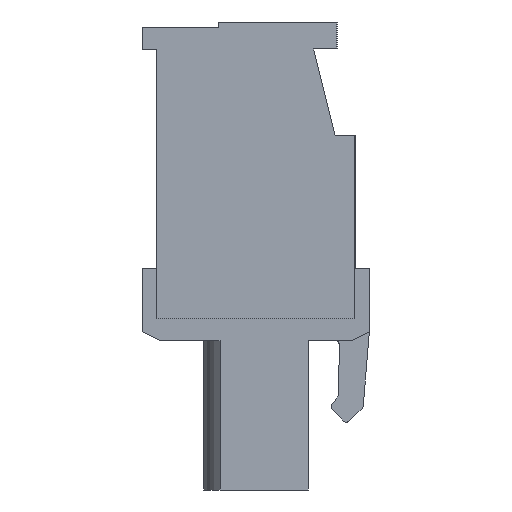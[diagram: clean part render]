
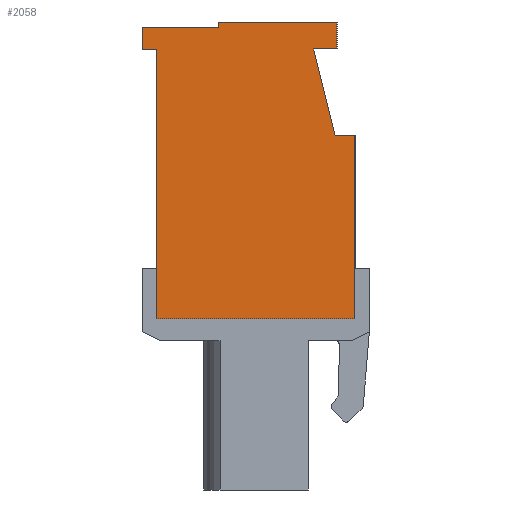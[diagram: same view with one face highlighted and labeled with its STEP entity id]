
A CAD part, left-side view. The second image highlights one B-rep face of the part: STEP entity #2058.
In plain terms, the highlighted planar face has unit normal (-1, 0, 0).
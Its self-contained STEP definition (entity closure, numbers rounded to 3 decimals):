
#2058 = ADVANCED_FACE( '', ( #4341 ), #4342, .T. );
#4341 = FACE_OUTER_BOUND( '', #6937, .T. );
#4342 = PLANE( '', #6938 );
#6937 = EDGE_LOOP( '', ( #12556, #12557, #12558, #12559, #12560, #12561, #12562, #12563, #12564, #12565, #12566, #12567 ) );
#6938 = AXIS2_PLACEMENT_3D( '', #12568, #12569, #12570 );
#12556 = ORIENTED_EDGE( '', *, *, #18293, .T. );
#12557 = ORIENTED_EDGE( '', *, *, #18294, .T. );
#12558 = ORIENTED_EDGE( '', *, *, #17505, .T. );
#12559 = ORIENTED_EDGE( '', *, *, #17315, .T. );
#12560 = ORIENTED_EDGE( '', *, *, #17266, .T. );
#12561 = ORIENTED_EDGE( '', *, *, #18295, .T. );
#12562 = ORIENTED_EDGE( '', *, *, #16065, .T. );
#12563 = ORIENTED_EDGE( '', *, *, #16954, .T. );
#12564 = ORIENTED_EDGE( '', *, *, #18296, .T. );
#12565 = ORIENTED_EDGE( '', *, *, #16769, .T. );
#12566 = ORIENTED_EDGE( '', *, *, #18297, .T. );
#12567 = ORIENTED_EDGE( '', *, *, #17969, .T. );
#12568 = CARTESIAN_POINT( '', ( -17.5, 0., 0. ) );
#12569 = DIRECTION( '', ( -1., 0., 0. ) );
#12570 = DIRECTION( '', ( 0., 0., 1. ) );
#16065 = EDGE_CURVE( '', #19288, #19286, #19289, .T. );
#16769 = EDGE_CURVE( '', #20500, #20501, #20502, .T. );
#16954 = EDGE_CURVE( '', #19286, #20818, #20820, .T. );
#17266 = EDGE_CURVE( '', #21326, #21327, #21328, .T. );
#17315 = EDGE_CURVE( '', #21401, #21326, #21402, .T. );
#17505 = EDGE_CURVE( '', #21677, #21401, #21678, .T. );
#17969 = EDGE_CURVE( '', #22367, #22368, #22369, .T. );
#18293 = EDGE_CURVE( '', #22368, #22816, #22817, .T. );
#18294 = EDGE_CURVE( '', #22816, #21677, #22818, .T. );
#18295 = EDGE_CURVE( '', #21327, #19288, #22819, .T. );
#18296 = EDGE_CURVE( '', #20818, #20500, #22820, .T. );
#18297 = EDGE_CURVE( '', #20501, #22367, #22821, .T. );
#19286 = VERTEX_POINT( '', #24022 );
#19288 = VERTEX_POINT( '', #24025 );
#19289 = LINE( '', #24026, #24027 );
#20500 = VERTEX_POINT( '', #25778 );
#20501 = VERTEX_POINT( '', #25779 );
#20502 = LINE( '', #25780, #25781 );
#20818 = VERTEX_POINT( '', #26243 );
#20820 = LINE( '', #26246, #26247 );
#21326 = VERTEX_POINT( '', #26988 );
#21327 = VERTEX_POINT( '', #26989 );
#21328 = LINE( '', #26990, #26991 );
#21401 = VERTEX_POINT( '', #27099 );
#21402 = LINE( '', #27100, #27101 );
#21677 = VERTEX_POINT( '', #27510 );
#21678 = LINE( '', #27511, #27512 );
#22367 = VERTEX_POINT( '', #28548 );
#22368 = VERTEX_POINT( '', #28549 );
#22369 = LINE( '', #28550, #28551 );
#22816 = VERTEX_POINT( '', #29211 );
#22817 = LINE( '', #29212, #29213 );
#22818 = LINE( '', #29214, #29215 );
#22819 = LINE( '', #29216, #29217 );
#22820 = LINE( '', #29218, #29219 );
#22821 = LINE( '', #29220, #29221 );
#24022 = CARTESIAN_POINT( '', ( -17.5, 5.5, -7.475 ) );
#24025 = CARTESIAN_POINT( '', ( -17.5, 5.5, 7.475 ) );
#24026 = CARTESIAN_POINT( '', ( -17.5, 5.5, 7.475 ) );
#24027 = VECTOR( '', #30632, 1000. );
#25778 = CARTESIAN_POINT( '', ( -17.5, -5.5, 2.725 ) );
#25779 = CARTESIAN_POINT( '', ( -17.5, -4.4, 2.725 ) );
#25780 = CARTESIAN_POINT( '', ( -17.5, -5.5, 2.725 ) );
#25781 = VECTOR( '', #31284, 1000. );
#26243 = CARTESIAN_POINT( '', ( -17.5, -5.5, -7.475 ) );
#26246 = CARTESIAN_POINT( '', ( -17.5, 5.5, -7.475 ) );
#26247 = VECTOR( '', #31459, 1000. );
#26988 = CARTESIAN_POINT( '', ( -17.5, 6.3, 8.725 ) );
#26989 = CARTESIAN_POINT( '', ( -17.5, 6.3, 7.475 ) );
#26990 = CARTESIAN_POINT( '', ( -17.5, 6.3, 8.725 ) );
#26991 = VECTOR( '', #31755, 1000. );
#27099 = CARTESIAN_POINT( '', ( -17.5, 2.1, 8.725 ) );
#27100 = CARTESIAN_POINT( '', ( -17.5, 2.1, 8.725 ) );
#27101 = VECTOR( '', #31797, 1000. );
#27510 = CARTESIAN_POINT( '', ( -17.5, 2.1, 9.025 ) );
#27511 = CARTESIAN_POINT( '', ( -17.5, 2.1, 9.025 ) );
#27512 = VECTOR( '', #31953, 1000. );
#28548 = CARTESIAN_POINT( '', ( -17.5, -3.2, 7.525 ) );
#28549 = CARTESIAN_POINT( '', ( -17.5, -4.5, 7.525 ) );
#28550 = CARTESIAN_POINT( '', ( -17.5, -3.2, 7.525 ) );
#28551 = VECTOR( '', #32363, 1000. );
#29211 = CARTESIAN_POINT( '', ( -17.5, -4.5, 9.025 ) );
#29212 = CARTESIAN_POINT( '', ( -17.5, -4.5, 7.525 ) );
#29213 = VECTOR( '', #32649, 1000. );
#29214 = CARTESIAN_POINT( '', ( -17.5, -4.5, 9.025 ) );
#29215 = VECTOR( '', #32650, 1000. );
#29216 = CARTESIAN_POINT( '', ( -17.5, 6.3, 7.475 ) );
#29217 = VECTOR( '', #32651, 1000. );
#29218 = CARTESIAN_POINT( '', ( -17.5, -5.5, -7.475 ) );
#29219 = VECTOR( '', #32652, 1000. );
#29220 = CARTESIAN_POINT( '', ( -17.5, -4.4, 2.725 ) );
#29221 = VECTOR( '', #32653, 1000. );
#30632 = DIRECTION( '', ( 0., 0., -1. ) );
#31284 = DIRECTION( '', ( 0., 1., 0. ) );
#31459 = DIRECTION( '', ( 0., -1., 0. ) );
#31755 = DIRECTION( '', ( 0., 0., -1. ) );
#31797 = DIRECTION( '', ( 0., 1., 0. ) );
#31953 = DIRECTION( '', ( 0., 0., -1. ) );
#32363 = DIRECTION( '', ( 0., -1., 0. ) );
#32649 = DIRECTION( '', ( 0., 0., 1. ) );
#32650 = DIRECTION( '', ( 0., 1., 0. ) );
#32651 = DIRECTION( '', ( 0., -1., 0. ) );
#32652 = DIRECTION( '', ( 0., 0., 1. ) );
#32653 = DIRECTION( '', ( 0., 0.243, 0.97 ) );
